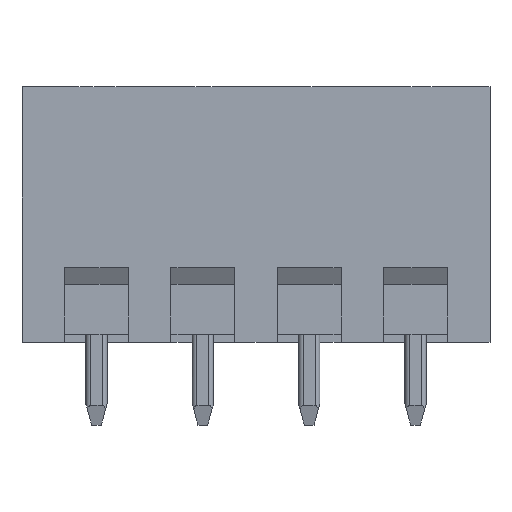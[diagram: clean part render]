
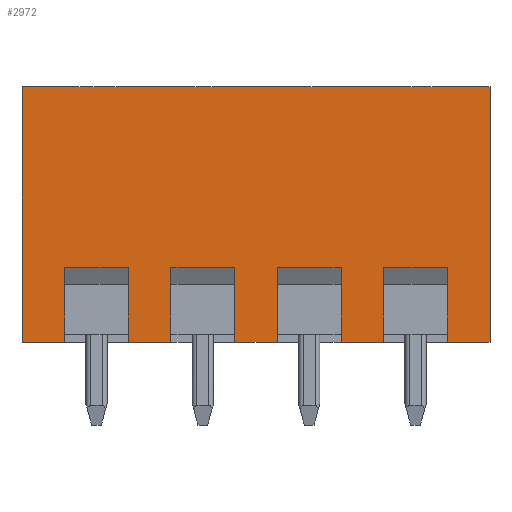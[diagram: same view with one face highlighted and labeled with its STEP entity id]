
A CAD part, front view. The second image highlights one B-rep face of the part: STEP entity #2972.
In plain terms, the highlighted planar face has unit normal (0, -1, 0).
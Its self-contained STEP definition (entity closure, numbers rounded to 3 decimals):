
#2972=ADVANCED_FACE('',(#7454),#7455,.F.);
#3912=EDGE_CURVE('',#8925,#8926,#8927,.T.);
#3956=EDGE_CURVE('',#8988,#8989,#8990,.T.);
#3998=EDGE_CURVE('',#8989,#9043,#9044,.T.);
#4018=EDGE_CURVE('',#9043,#9069,#9070,.T.);
#4092=EDGE_CURVE('',#9160,#9147,#9163,.T.);
#4122=EDGE_CURVE('',#9147,#9200,#9201,.T.);
#4142=EDGE_CURVE('',#9200,#9226,#9227,.T.);
#4216=EDGE_CURVE('',#9317,#9304,#9320,.T.);
#4246=EDGE_CURVE('',#9304,#9357,#9358,.T.);
#4266=EDGE_CURVE('',#9357,#9383,#9384,.T.);
#4340=EDGE_CURVE('',#9474,#9461,#9477,.T.);
#4368=EDGE_CURVE('',#8926,#9511,#9512,.T.);
#4370=EDGE_CURVE('',#9514,#9511,#9515,.T.);
#4372=EDGE_CURVE('',#9517,#9514,#9518,.T.);
#4374=EDGE_CURVE('',#9520,#9517,#9521,.T.);
#4376=EDGE_CURVE('',#9461,#9520,#9523,.T.);
#4378=EDGE_CURVE('',#9383,#9474,#9525,.T.);
#4380=EDGE_CURVE('',#9226,#9317,#9527,.T.);
#4382=EDGE_CURVE('',#9069,#9160,#9529,.T.);
#4384=EDGE_CURVE('',#8988,#8925,#9531,.T.);
#7454=FACE_OUTER_BOUND('',#15029,.T.);
#7455=PLANE('',#15030);
#8925=VERTEX_POINT('',#16759);
#8926=VERTEX_POINT('',#16760);
#8927=LINE('',#16761,#16762);
#8988=VERTEX_POINT('',#16866);
#8989=VERTEX_POINT('',#16867);
#8990=LINE('',#16868,#16869);
#9043=VERTEX_POINT('',#16968);
#9044=LINE('',#16969,#16970);
#9069=VERTEX_POINT('',#17014);
#9070=LINE('',#17015,#17016);
#9147=VERTEX_POINT('',#17150);
#9160=VERTEX_POINT('',#17171);
#9163=LINE('',#17176,#17177);
#9200=VERTEX_POINT('',#17247);
#9201=LINE('',#17248,#17249);
#9226=VERTEX_POINT('',#17293);
#9227=LINE('',#17294,#17295);
#9304=VERTEX_POINT('',#17429);
#9317=VERTEX_POINT('',#17450);
#9320=LINE('',#17455,#17456);
#9357=VERTEX_POINT('',#17526);
#9358=LINE('',#17527,#17528);
#9383=VERTEX_POINT('',#17572);
#9384=LINE('',#17573,#17574);
#9461=VERTEX_POINT('',#17708);
#9474=VERTEX_POINT('',#17729);
#9477=LINE('',#17734,#17735);
#9511=VERTEX_POINT('',#17791);
#9512=LINE('',#17792,#17793);
#9514=VERTEX_POINT('',#17796);
#9515=LINE('',#17797,#17798);
#9517=VERTEX_POINT('',#17801);
#9518=LINE('',#17802,#17803);
#9520=VERTEX_POINT('',#17806);
#9521=LINE('',#17807,#17808);
#9523=LINE('',#17811,#17812);
#9525=LINE('',#17815,#17816);
#9527=LINE('',#17819,#17820);
#9529=LINE('',#17823,#17824);
#9531=LINE('',#17827,#17828);
#15029=EDGE_LOOP('',(#24000,#24001,#24002,#24003,#24004,#24005,#24006,#24007,#24008,#24009,#24010,#24011,#24012,#24013,#24014,#24015,#24016,#24017,#24018,#24019));
#15030=AXIS2_PLACEMENT_3D('',#24020,#24021,#24022);
#16759=CARTESIAN_POINT('',(22.0,0.,0.0));
#16760=CARTESIAN_POINT('',(22.0,0.,12.));
#16761=CARTESIAN_POINT('',(22.0,0.,0.));
#16762=VECTOR('',#27602,1.0);
#16866=CARTESIAN_POINT('',(20.0,0.,0.0));
#16867=CARTESIAN_POINT('',(20.0,0.,3.5));
#16868=CARTESIAN_POINT('',(20.0,0.0,0.0));
#16869=VECTOR('',#27624,1.0);
#16968=CARTESIAN_POINT('',(17.,0.,3.5));
#16969=CARTESIAN_POINT('',(18.5,0.0,3.5));
#16970=VECTOR('',#27656,1.0);
#17014=CARTESIAN_POINT('',(17.,0.,0.0));
#17015=CARTESIAN_POINT('',(17.,0.0,3.5));
#17016=VECTOR('',#27666,1.0);
#17150=CARTESIAN_POINT('',(15.,0.,3.5));
#17171=CARTESIAN_POINT('',(15.,0.,0.0));
#17176=CARTESIAN_POINT('',(15.,0.0,0.0));
#17177=VECTOR('',#27715,1.0);
#17247=CARTESIAN_POINT('',(12.,0.,3.5));
#17248=CARTESIAN_POINT('',(13.5,0.0,3.5));
#17249=VECTOR('',#27743,1.0);
#17293=CARTESIAN_POINT('',(12.,0.,0.0));
#17294=CARTESIAN_POINT('',(12.,0.0,3.5));
#17295=VECTOR('',#27753,1.0);
#17429=CARTESIAN_POINT('',(10.,0.,3.5));
#17450=CARTESIAN_POINT('',(10.,0.,0.0));
#17455=CARTESIAN_POINT('',(10.,0.0,0.0));
#17456=VECTOR('',#27802,1.0);
#17526=CARTESIAN_POINT('',(7.,0.,3.5));
#17527=CARTESIAN_POINT('',(8.5,0.0,3.5));
#17528=VECTOR('',#27830,1.0);
#17572=CARTESIAN_POINT('',(7.,0.,0.0));
#17573=CARTESIAN_POINT('',(7.,0.0,3.5));
#17574=VECTOR('',#27840,1.0);
#17708=CARTESIAN_POINT('',(5.,0.,3.5));
#17729=CARTESIAN_POINT('',(5.,0.,0.0));
#17734=CARTESIAN_POINT('',(5.,0.0,0.0));
#17735=VECTOR('',#27889,1.0);
#17791=CARTESIAN_POINT('',(0.0,0.0,12.));
#17792=CARTESIAN_POINT('',(22.0,0.,12.));
#17793=VECTOR('',#27913,1.0);
#17796=CARTESIAN_POINT('',(0.0,0.0,0.0));
#17797=CARTESIAN_POINT('',(0.0,0.0,0.));
#17798=VECTOR('',#27914,1.0);
#17801=CARTESIAN_POINT('',(2.0,0.0,0.0));
#17802=CARTESIAN_POINT('',(2.0,0.0,0.0));
#17803=VECTOR('',#27915,1.0);
#17806=CARTESIAN_POINT('',(2.0,0.0,3.5));
#17807=CARTESIAN_POINT('',(2.0,0.,3.5));
#17808=VECTOR('',#27916,1.0);
#17811=CARTESIAN_POINT('',(3.5,0.,3.5));
#17812=VECTOR('',#27917,1.0);
#17815=CARTESIAN_POINT('',(7.,0.0,0.0));
#17816=VECTOR('',#27918,1.0);
#17819=CARTESIAN_POINT('',(12.,0.0,0.0));
#17820=VECTOR('',#27919,1.0);
#17823=CARTESIAN_POINT('',(17.,0.0,0.0));
#17824=VECTOR('',#27920,1.0);
#17827=CARTESIAN_POINT('',(20.0,0.,0.));
#17828=VECTOR('',#27921,1.0);
#24000=ORIENTED_EDGE('',*,*,#4368,.T.);
#24001=ORIENTED_EDGE('',*,*,#4370,.F.);
#24002=ORIENTED_EDGE('',*,*,#4372,.F.);
#24003=ORIENTED_EDGE('',*,*,#4374,.F.);
#24004=ORIENTED_EDGE('',*,*,#4376,.F.);
#24005=ORIENTED_EDGE('',*,*,#4340,.F.);
#24006=ORIENTED_EDGE('',*,*,#4378,.F.);
#24007=ORIENTED_EDGE('',*,*,#4266,.F.);
#24008=ORIENTED_EDGE('',*,*,#4246,.F.);
#24009=ORIENTED_EDGE('',*,*,#4216,.F.);
#24010=ORIENTED_EDGE('',*,*,#4380,.F.);
#24011=ORIENTED_EDGE('',*,*,#4142,.F.);
#24012=ORIENTED_EDGE('',*,*,#4122,.F.);
#24013=ORIENTED_EDGE('',*,*,#4092,.F.);
#24014=ORIENTED_EDGE('',*,*,#4382,.F.);
#24015=ORIENTED_EDGE('',*,*,#4018,.F.);
#24016=ORIENTED_EDGE('',*,*,#3998,.F.);
#24017=ORIENTED_EDGE('',*,*,#3956,.F.);
#24018=ORIENTED_EDGE('',*,*,#4384,.T.);
#24019=ORIENTED_EDGE('',*,*,#3912,.T.);
#24020=CARTESIAN_POINT('',(3.594,0.0,12.306));
#24021=DIRECTION('',(-0.0,1.0,0.0));
#24022=DIRECTION('',(1.0,0.0,0.0));
#27602=DIRECTION('',(0.0,0.0,1.0));
#27624=DIRECTION('',(0.0,0.0,1.0));
#27656=DIRECTION('',(-1.0,0.0,0.0));
#27666=DIRECTION('',(0.0,0.0,-1.0));
#27715=DIRECTION('',(0.0,0.0,1.0));
#27743=DIRECTION('',(-1.0,0.0,0.0));
#27753=DIRECTION('',(0.0,0.0,-1.0));
#27802=DIRECTION('',(0.0,0.0,1.0));
#27830=DIRECTION('',(-1.0,0.0,0.0));
#27840=DIRECTION('',(0.0,0.0,-1.0));
#27889=DIRECTION('',(0.0,0.0,1.0));
#27913=DIRECTION('',(-1.0,0.0,0.0));
#27914=DIRECTION('',(0.0,0.0,1.0));
#27915=DIRECTION('',(-1.0,0.0,0.0));
#27916=DIRECTION('',(0.0,0.0,-1.0));
#27917=DIRECTION('',(-1.0,0.0,0.0));
#27918=DIRECTION('',(-1.0,0.0,0.0));
#27919=DIRECTION('',(-1.0,0.0,0.0));
#27920=DIRECTION('',(-1.0,0.0,0.0));
#27921=DIRECTION('',(1.0,0.0,0.0));
